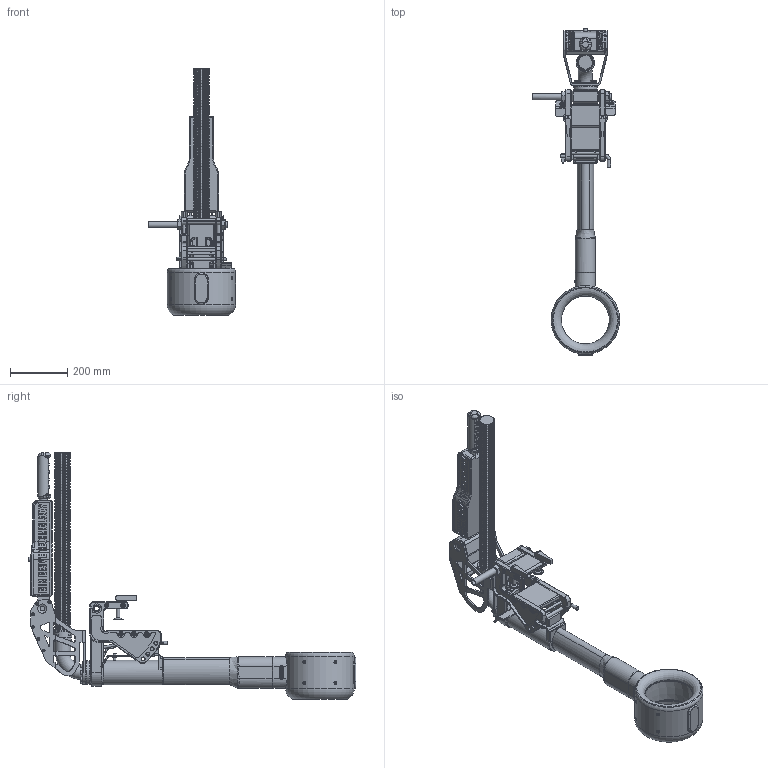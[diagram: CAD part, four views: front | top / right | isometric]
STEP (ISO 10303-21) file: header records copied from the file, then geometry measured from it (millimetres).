
FILE_DESCRIPTION (( 'STEP AP214' ), '1' );
FILE_NAME ('P-104-250-rev-B-168.STEP', '2025-11-05T10:23:45', ( '' ), ( '' ), 'SwSTEP 2.0', 'SolidWorks 2024', '' );
FILE_SCHEMA (( 'AUTOMOTIVE_DESIGN' ));
Length unit declared in the file: millimetre
Products named in the file (1): P-104-250-rev-B-168
Bounding box: 304.71 x 1144.1 x 860.55 mm (x, y, z)
Volume: 15023650.4 mm3; surface area: 1383102.4 mm2
Topology: 1 solids, 19 shells, 4103 faces, 9972 edges, 6146 vertices
Faces by surface type: plane 2104, cylinder 795, bspline 559, torus 340, cone 299, sphere 6
Full cylindrical faces by diameter (mm): 3 x4, 3.5 x4, 5 x13, 5.5 x8, 5.7 x4, 6 x4, 6.1 x2, 6.4 x2, 6.95 x2, 8 x2, 8.1 x3, 9 x1, 9.64 x20, 10 x4, 12 x8, 13 x24, 14 x1, 15 x10, 16 x2, 17 x1, 22.5 x2, 25 x2, 32 x2, 35 x2, 40 x1, 48 x62, 54.5 x63, 58 x2, 63.5 x2, 80 x1
Entity records: 178043 total; most frequent: CARTESIAN_POINT 45450, ORIENTED_EDGE 18146, DIRECTION 16356, EDGE_CURVE 9073, VERTEX_POINT 5985, AXIS2_PLACEMENT_3D 5880, EDGE_LOOP 5228, FACE_OUTER_BOUND 4660
